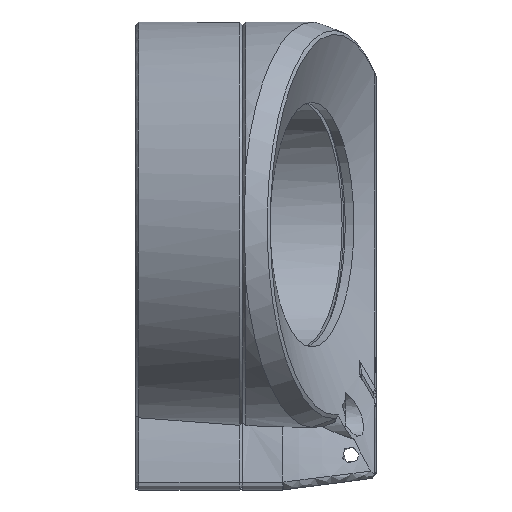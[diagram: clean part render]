
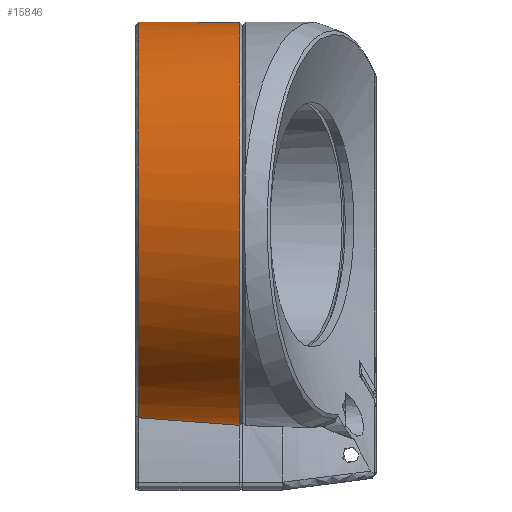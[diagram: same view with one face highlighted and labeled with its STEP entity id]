
A CAD part, front view. The second image highlights one B-rep face of the part: STEP entity #15846.
In plain terms, the highlighted cylindrical face has radius 26.5 mm (diameter 53 mm), a partial arc.
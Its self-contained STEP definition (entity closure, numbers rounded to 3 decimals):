
#242=CYLINDRICAL_SURFACE('',#16777,26.5);
#1470=B_SPLINE_CURVE_WITH_KNOTS('',3,(#33609,#33610,#33611,#33612,#33613,
#33614,#33615,#33616,#33617,#33618),.UNSPECIFIED.,.F.,.F.,(4,1,1,1,1,1,
1,4),(-1.259,-0.823,-0.374,0.075,
0.524,0.973,1.421,1.87),
 .UNSPECIFIED.);
#1472=B_SPLINE_CURVE_WITH_KNOTS('',3,(#33628,#33629,#33630,#33631),
 .UNSPECIFIED.,.F.,.F.,(4,4),(-1.259,-1.259),
 .UNSPECIFIED.);
#1473=B_SPLINE_CURVE_WITH_KNOTS('',3,(#33637,#33638,#33639,#33640),
 .UNSPECIFIED.,.F.,.F.,(4,4),(4.197,4.198),
 .UNSPECIFIED.);
#1484=B_SPLINE_CURVE_WITH_KNOTS('',3,(#33742,#33743,#33744,#33745,#33746,
#33747),.UNSPECIFIED.,.F.,.F.,(4,2,4),(1.,1.619,
2.21),.UNSPECIFIED.);
#1485=B_SPLINE_CURVE_WITH_KNOTS('',3,(#33749,#33750,#33751,#33752),
 .UNSPECIFIED.,.F.,.F.,(4,4),(6.868,6.868),
 .UNSPECIFIED.);
#1486=B_SPLINE_CURVE_WITH_KNOTS('',3,(#33754,#33755,#33756,#33757),
 .UNSPECIFIED.,.F.,.F.,(4,4),(1.438,1.438),
 .UNSPECIFIED.);
#1487=B_SPLINE_CURVE_WITH_KNOTS('',3,(#33759,#33760,#33761,#33762,#33763,
#33764,#33765,#33766,#33767,#33768),.UNSPECIFIED.,.F.,.F.,(4,1,1,1,1,1,
1,4),(-1.875,-1.4,-0.924,-0.449,
0.026,0.502,0.977,1.438),
 .UNSPECIFIED.);
#1488=B_SPLINE_CURVE_WITH_KNOTS('',3,(#33769,#33770,#33771,#33772),
 .UNSPECIFIED.,.F.,.F.,(4,4),(-1.275,-1.266),
 .UNSPECIFIED.);
#2265=FACE_OUTER_BOUND('',#3144,.T.);
#3144=EDGE_LOOP('',(#14001,#14002,#14003,#14004,#14005,#14006,#14007,#14008,
#14009));
#4407=LINE('',#33730,#5733);
#5733=VECTOR('',#19586,10.);
#7307=VERTEX_POINT('',#33607);
#7308=VERTEX_POINT('',#33608);
#7309=VERTEX_POINT('',#33620);
#7311=VERTEX_POINT('',#33635);
#7324=VERTEX_POINT('',#33729);
#7326=VERTEX_POINT('',#33741);
#7327=VERTEX_POINT('',#33748);
#7328=VERTEX_POINT('',#33753);
#7329=VERTEX_POINT('',#33758);
#9567=EDGE_CURVE('',#7307,#7308,#1470,.T.);
#9570=EDGE_CURVE('',#7309,#7307,#1472,.T.);
#9573=EDGE_CURVE('',#7311,#7309,#1473,.T.);
#9594=EDGE_CURVE('',#7308,#7324,#4407,.T.);
#9597=EDGE_CURVE('',#7311,#7326,#1484,.T.);
#9598=EDGE_CURVE('',#7327,#7326,#1485,.T.);
#9599=EDGE_CURVE('',#7328,#7327,#1486,.T.);
#9600=EDGE_CURVE('',#7329,#7328,#1487,.T.);
#9601=EDGE_CURVE('',#7324,#7329,#1488,.T.);
#14001=ORIENTED_EDGE('',*,*,#9567,.F.);
#14002=ORIENTED_EDGE('',*,*,#9570,.F.);
#14003=ORIENTED_EDGE('',*,*,#9573,.F.);
#14004=ORIENTED_EDGE('',*,*,#9597,.T.);
#14005=ORIENTED_EDGE('',*,*,#9598,.F.);
#14006=ORIENTED_EDGE('',*,*,#9599,.F.);
#14007=ORIENTED_EDGE('',*,*,#9600,.F.);
#14008=ORIENTED_EDGE('',*,*,#9601,.F.);
#14009=ORIENTED_EDGE('',*,*,#9594,.F.);
#15846=ADVANCED_FACE('',(#2265),#242,.T.);
#16777=AXIS2_PLACEMENT_3D('',#33740,#19587,#19588);
#19586=DIRECTION('',(0.94,-0.342,0.));
#19587=DIRECTION('center_axis',(0.94,-0.342,0.));
#19588=DIRECTION('ref_axis',(-0.342,-0.94,0.));
#33607=CARTESIAN_POINT('',(48.598,-26.686,68.999));
#33608=CARTESIAN_POINT('',(48.598,-9.711,119.541));
#33609=CARTESIAN_POINT('Ctrl Pts',(48.598,-26.686,68.999));
#33610=CARTESIAN_POINT('Ctrl Pts',(48.596,-30.599,70.166));
#33611=CARTESIAN_POINT('Ctrl Pts',(48.589,-37.985,74.188));
#33612=CARTESIAN_POINT('Ctrl Pts',(48.578,-45.296,84.192));
#33613=CARTESIAN_POINT('Ctrl Pts',(48.574,-47.244,96.324));
#33614=CARTESIAN_POINT('Ctrl Pts',(48.581,-43.381,108.039));
#33615=CARTESIAN_POINT('Ctrl Pts',(48.593,-34.48,116.98));
#33616=CARTESIAN_POINT('Ctrl Pts',(48.601,-22.352,121.38));
#33617=CARTESIAN_POINT('Ctrl Pts',(48.6,-13.731,120.728));
#33618=CARTESIAN_POINT('Ctrl Pts',(48.598,-9.711,119.541));
#33620=CARTESIAN_POINT('',(48.598,-26.684,68.998));
#33628=CARTESIAN_POINT('Ctrl Pts',(48.598,-26.684,68.998));
#33629=CARTESIAN_POINT('Ctrl Pts',(48.598,-26.685,68.998));
#33630=CARTESIAN_POINT('Ctrl Pts',(48.598,-26.686,68.998));
#33631=CARTESIAN_POINT('Ctrl Pts',(48.598,-26.686,68.999));
#33635=CARTESIAN_POINT('',(48.6,-26.687,68.998));
#33637=CARTESIAN_POINT('Ctrl Pts',(48.6,-26.687,68.998));
#33638=CARTESIAN_POINT('Ctrl Pts',(48.599,-26.686,68.998));
#33639=CARTESIAN_POINT('Ctrl Pts',(48.599,-26.685,68.998));
#33640=CARTESIAN_POINT('Ctrl Pts',(48.598,-26.684,68.998));
#33729=CARTESIAN_POINT('',(61.802,-14.517,119.541));
#33730=CARTESIAN_POINT('',(59.899,-13.824,119.541));
#33740=CARTESIAN_POINT('Origin',(57.183,-21.287,94.259));
#33741=CARTESIAN_POINT('',(61.8,-26.852,68.012));
#33742=CARTESIAN_POINT('Ctrl Pts',(48.6,-26.687,68.998));
#33743=CARTESIAN_POINT('Ctrl Pts',(50.825,-26.727,68.769));
#33744=CARTESIAN_POINT('Ctrl Pts',(53.083,-26.761,68.569));
#33745=CARTESIAN_POINT('Ctrl Pts',(57.502,-26.816,68.241));
#33746=CARTESIAN_POINT('Ctrl Pts',(59.663,-26.837,68.111));
#33747=CARTESIAN_POINT('Ctrl Pts',(61.8,-26.852,68.012));
#33748=CARTESIAN_POINT('',(61.8,-26.852,68.012));
#33749=CARTESIAN_POINT('Ctrl Pts',(61.8,-26.852,68.012));
#33750=CARTESIAN_POINT('Ctrl Pts',(61.8,-26.852,68.012));
#33751=CARTESIAN_POINT('Ctrl Pts',(61.8,-26.852,68.012));
#33752=CARTESIAN_POINT('Ctrl Pts',(61.8,-26.852,68.012));
#33753=CARTESIAN_POINT('',(61.8,-26.852,68.012));
#33754=CARTESIAN_POINT('Ctrl Pts',(61.8,-26.852,68.012));
#33755=CARTESIAN_POINT('Ctrl Pts',(61.8,-26.852,68.012));
#33756=CARTESIAN_POINT('Ctrl Pts',(61.8,-26.852,68.012));
#33757=CARTESIAN_POINT('Ctrl Pts',(61.8,-26.852,68.012));
#33758=CARTESIAN_POINT('',(61.802,-14.65,119.58));
#33759=CARTESIAN_POINT('Ctrl Pts',(61.802,-14.65,119.58));
#33760=CARTESIAN_POINT('Ctrl Pts',(61.8,-18.925,120.82));
#33761=CARTESIAN_POINT('Ctrl Pts',(61.799,-28.102,121.347));
#33762=CARTESIAN_POINT('Ctrl Pts',(61.808,-40.709,116.149));
#33763=CARTESIAN_POINT('Ctrl Pts',(61.821,-49.383,106.138));
#33764=CARTESIAN_POINT('Ctrl Pts',(61.826,-52.236,93.537));
#33765=CARTESIAN_POINT('Ctrl Pts',(61.819,-48.682,81.091));
#33766=CARTESIAN_POINT('Ctrl Pts',(61.807,-39.551,71.623));
#33767=CARTESIAN_POINT('Ctrl Pts',(61.801,-31.137,68.573));
#33768=CARTESIAN_POINT('Ctrl Pts',(61.8,-26.852,68.012));
#33769=CARTESIAN_POINT('Ctrl Pts',(61.802,-14.517,119.541));
#33770=CARTESIAN_POINT('Ctrl Pts',(61.802,-14.561,119.554));
#33771=CARTESIAN_POINT('Ctrl Pts',(61.802,-14.606,119.567));
#33772=CARTESIAN_POINT('Ctrl Pts',(61.802,-14.65,119.58));
